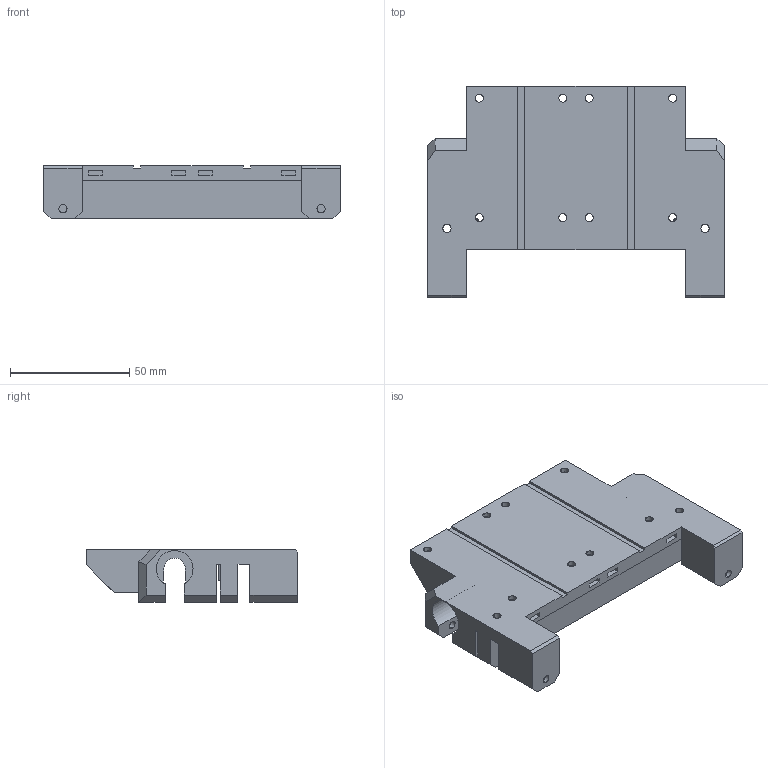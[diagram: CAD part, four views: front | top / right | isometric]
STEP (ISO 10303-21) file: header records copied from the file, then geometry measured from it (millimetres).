
FILE_DESCRIPTION (( 'STEP AP214' ), '1' );
FILE_NAME ('Cellink Inkredible Carriage Mount Plus.STEP', '2024-12-03T15:11:55', ( '' ), ( '' ), 'SwSTEP 2.0', 'SolidWorks 2024', '' );
FILE_SCHEMA (( 'AUTOMOTIVE_DESIGN' ));
Length unit declared in the file: millimetre
Products named in the file (1): Cellink Inkredible Carriage Mount Plus
Bounding box: 124 x 88.5 x 22 mm (x, y, z)
Volume: 116583.8 mm3; surface area: 37026.9 mm2
Topology: 1 solids, 1 shells, 374 faces, 1060 edges, 684 vertices
Faces by surface type: plane 250, cylinder 94, cone 30
Entity records: 12333 total; most frequent: CARTESIAN_POINT 2359, ORIENTED_EDGE 2120, DIRECTION 2020, EDGE_CURVE 1060, VECTOR 770, LINE 770, VERTEX_POINT 684, AXIS2_PLACEMENT_3D 625
